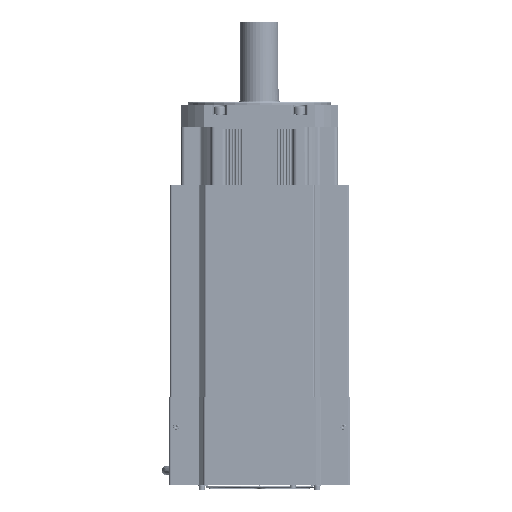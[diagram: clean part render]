
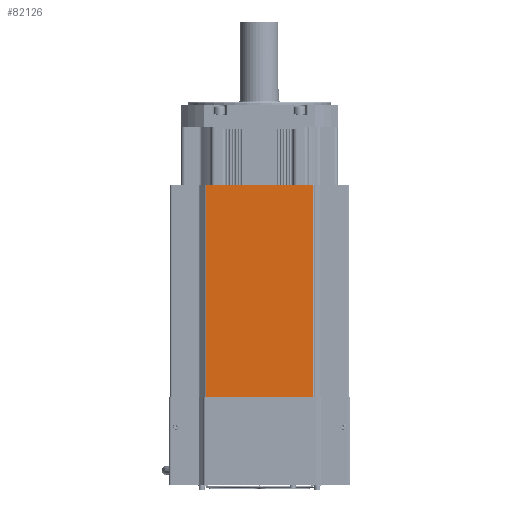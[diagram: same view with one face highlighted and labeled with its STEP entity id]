
A CAD part, front view. The second image highlights one B-rep face of the part: STEP entity #82126.
In plain terms, the highlighted planar face has unit normal (0, -1, 0).
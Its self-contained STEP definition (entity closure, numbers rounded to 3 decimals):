
#72548=CARTESIAN_POINT('',(74.8,-119.3,93.5));
#72549=VERTEX_POINT('',#72548);
#75576=CARTESIAN_POINT('',(-74.8,-119.3,93.5));
#75577=VERTEX_POINT('',#75576);
#75584=CARTESIAN_POINT('',(-74.8,-119.3,93.5));
#75585=DIRECTION('',(1.,0.,0.));
#75586=VECTOR('',#75585,149.6);
#75587=LINE('',#75584,#75586);
#75588=EDGE_CURVE('',#75577,#72549,#75587,.T.);
#75608=CARTESIAN_POINT('',(74.8,-119.3,-203.5));
#75609=VERTEX_POINT('',#75608);
#75610=CARTESIAN_POINT('',(74.8,-119.3,93.5));
#75611=DIRECTION('',(0.,0.,-1.));
#75612=VECTOR('',#75611,297.);
#75613=LINE('',#75610,#75612);
#75614=EDGE_CURVE('',#72549,#75609,#75613,.T.);
#82103=CARTESIAN_POINT('',(-75.8,-119.3,93.5));
#82104=DIRECTION('',(-1.,0.,0.));
#82105=DIRECTION('',(0.,-1.,0.));
#82106=AXIS2_PLACEMENT_3D('',#82103,#82105,#82104);
#82107=PLANE('',#82106);
#82108=ORIENTED_EDGE('',*,*,#75588,.F.);
#82109=CARTESIAN_POINT('',(-74.8,-119.3,-203.5));
#82110=VERTEX_POINT('',#82109);
#82111=CARTESIAN_POINT('',(-74.8,-119.3,93.5));
#82112=DIRECTION('',(0.,0.,-1.));
#82113=VECTOR('',#82112,297.);
#82114=LINE('',#82111,#82113);
#82115=EDGE_CURVE('',#75577,#82110,#82114,.T.);
#82116=ORIENTED_EDGE('',*,*,#82115,.T.);
#82117=CARTESIAN_POINT('',(74.8,-119.3,-203.5));
#82118=DIRECTION('',(-1.,0.,0.));
#82119=VECTOR('',#82118,149.6);
#82120=LINE('',#82117,#82119);
#82121=EDGE_CURVE('',#75609,#82110,#82120,.T.);
#82122=ORIENTED_EDGE('',*,*,#82121,.F.);
#82123=ORIENTED_EDGE('',*,*,#75614,.F.);
#82124=EDGE_LOOP('',(#82108,#82116,#82122,#82123));
#82125=FACE_OUTER_BOUND('',#82124,.T.);
#82126=ADVANCED_FACE('',(#82125),#82107,.T.);
